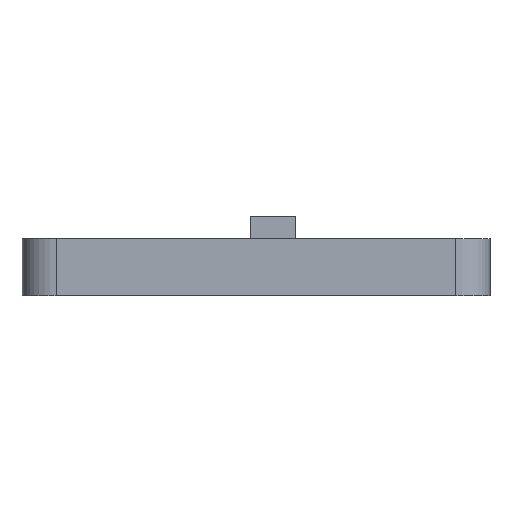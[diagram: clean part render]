
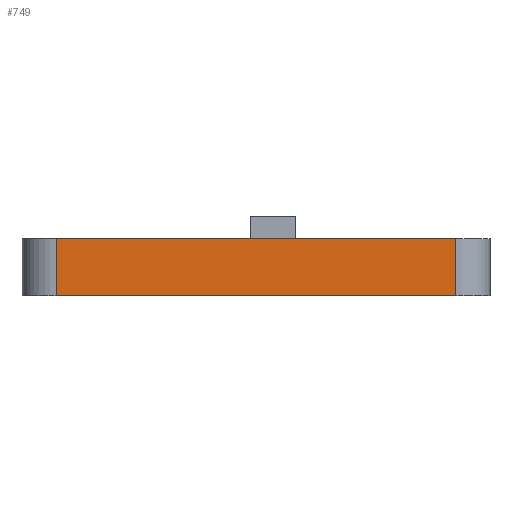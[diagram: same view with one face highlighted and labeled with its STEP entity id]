
A CAD part, front view. The second image highlights one B-rep face of the part: STEP entity #749.
In plain terms, the highlighted planar face has unit normal (0, -1, 0).
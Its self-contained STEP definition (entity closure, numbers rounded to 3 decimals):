
#20 = EDGE_LOOP ( 'NONE', ( #2016, #316, #1279, #1524 ) ) ;
#187 = VECTOR ( 'NONE', #544, 1000. ) ;
#196 = VERTEX_POINT ( 'NONE', #2062 ) ;
#316 = ORIENTED_EDGE ( 'NONE', *, *, #1018, .T. ) ;
#360 = VECTOR ( 'NONE', #1395, 1000. ) ;
#411 = VERTEX_POINT ( 'NONE', #1459 ) ;
#464 = LINE ( 'NONE', #1940, #881 ) ;
#478 = VECTOR ( 'NONE', #1659, 1000. ) ;
#526 = DIRECTION ( 'NONE',  ( -1., 0., 0. ) ) ;
#544 = DIRECTION ( 'NONE',  ( 0., 0., 1. ) ) ;
#572 = AXIS2_PLACEMENT_3D ( 'NONE', #1733, #818, #1893 ) ;
#749 = ADVANCED_FACE ( 'NONE', ( #975 ), #1169, .T. ) ;
#818 = DIRECTION ( 'NONE',  ( 0., -1., 0. ) ) ;
#826 = VERTEX_POINT ( 'NONE', #1384 ) ;
#838 = EDGE_CURVE ( 'NONE', #1349, #826, #464, .T. ) ;
#842 = LINE ( 'NONE', #1388, #360 ) ;
#862 = CARTESIAN_POINT ( 'NONE',  ( 17.5, -10.5, 5. ) ) ;
#881 = VECTOR ( 'NONE', #526, 1000. ) ;
#882 = CARTESIAN_POINT ( 'NONE',  ( 17.5, -10.5, 5.501 ) ) ;
#975 = FACE_OUTER_BOUND ( 'NONE', #20, .T. ) ;
#1018 = EDGE_CURVE ( 'NONE', #196, #1349, #1353, .T. ) ;
#1027 = EDGE_CURVE ( 'NONE', #196, #411, #842, .T. ) ;
#1031 = EDGE_CURVE ( 'NONE', #411, #826, #1161, .T. ) ;
#1161 = LINE ( 'NONE', #1546, #187 ) ;
#1169 = PLANE ( 'NONE',  #572 ) ;
#1279 = ORIENTED_EDGE ( 'NONE', *, *, #838, .T. ) ;
#1349 = VERTEX_POINT ( 'NONE', #862 ) ;
#1353 = LINE ( 'NONE', #882, #478 ) ;
#1384 = CARTESIAN_POINT ( 'NONE',  ( -17.5, -10.5, 5. ) ) ;
#1388 = CARTESIAN_POINT ( 'NONE',  ( 24.601, -10.5, 0. ) ) ;
#1395 = DIRECTION ( 'NONE',  ( -1., 0., 0. ) ) ;
#1459 = CARTESIAN_POINT ( 'NONE',  ( -17.5, -10.5, 0. ) ) ;
#1524 = ORIENTED_EDGE ( 'NONE', *, *, #1031, .F. ) ;
#1546 = CARTESIAN_POINT ( 'NONE',  ( -17.5, -10.5, 5.501 ) ) ;
#1659 = DIRECTION ( 'NONE',  ( 0., 0., 1. ) ) ;
#1733 = CARTESIAN_POINT ( 'NONE',  ( 21.001, -10.5, 5.501 ) ) ;
#1893 = DIRECTION ( 'NONE',  ( 0., 0., -1. ) ) ;
#1940 = CARTESIAN_POINT ( 'NONE',  ( 21.001, -10.5, 5. ) ) ;
#2016 = ORIENTED_EDGE ( 'NONE', *, *, #1027, .F. ) ;
#2062 = CARTESIAN_POINT ( 'NONE',  ( 17.5, -10.5, 0. ) ) ;
